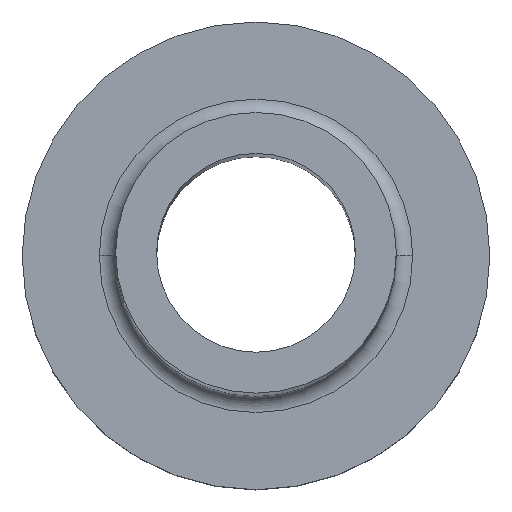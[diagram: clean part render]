
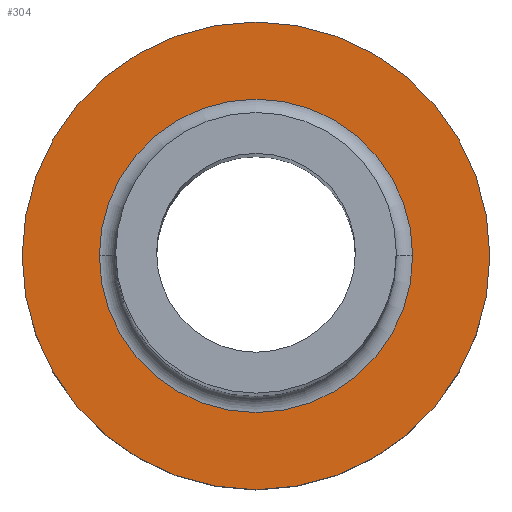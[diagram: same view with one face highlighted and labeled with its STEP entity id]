
A CAD part, top view. The second image highlights one B-rep face of the part: STEP entity #304.
In plain terms, the highlighted planar face has unit normal (0, 0, 1).
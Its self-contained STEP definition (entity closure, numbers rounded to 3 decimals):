
#9 = VERTEX_POINT ( 'NONE', #176 ) ;
#10 = CARTESIAN_POINT ( 'NONE',  ( 0., 0., 7. ) ) ;
#38 = CARTESIAN_POINT ( 'NONE',  ( 0., 0., 7. ) ) ;
#40 = VERTEX_POINT ( 'NONE', #320 ) ;
#41 = DIRECTION ( 'NONE',  ( 0., 0., 1. ) ) ;
#53 = CIRCLE ( 'NONE', #268, 10. ) ;
#67 = DIRECTION ( 'NONE',  ( 1., 0., 0. ) ) ;
#69 = CARTESIAN_POINT ( 'NONE',  ( -10., 0., 7. ) ) ;
#76 = AXIS2_PLACEMENT_3D ( 'NONE', #10, #128, #164 ) ;
#95 = CARTESIAN_POINT ( 'NONE',  ( 10., 0., 7. ) ) ;
#96 = CARTESIAN_POINT ( 'NONE',  ( 0., 0., 7. ) ) ;
#111 = EDGE_CURVE ( 'NONE', #9, #40, #218, .T. ) ;
#119 = DIRECTION ( 'NONE',  ( 0., 0., -1. ) ) ;
#128 = DIRECTION ( 'NONE',  ( 0., 0., -1. ) ) ;
#129 = ORIENTED_EDGE ( 'NONE', *, *, #111, .T. ) ;
#139 = EDGE_CURVE ( 'NONE', #344, #143, #53, .T. ) ;
#143 = VERTEX_POINT ( 'NONE', #95 ) ;
#158 = PLANE ( 'NONE',  #238 ) ;
#160 = DIRECTION ( 'NONE',  ( 0., 0., 1. ) ) ;
#161 = EDGE_LOOP ( 'NONE', ( #337, #179 ) ) ;
#164 = DIRECTION ( 'NONE',  ( 1., 0., 0. ) ) ;
#176 = CARTESIAN_POINT ( 'NONE',  ( -6.7, 0., 7. ) ) ;
#179 = ORIENTED_EDGE ( 'NONE', *, *, #330, .T. ) ;
#190 = FACE_BOUND ( 'NONE', #276, .T. ) ;
#210 = DIRECTION ( 'NONE',  ( 1., 0., 0. ) ) ;
#218 = CIRCLE ( 'NONE', #314, 6.7 ) ;
#225 = AXIS2_PLACEMENT_3D ( 'NONE', #243, #160, #67 ) ;
#238 = AXIS2_PLACEMENT_3D ( 'NONE', #38, #41, #247 ) ;
#241 = DIRECTION ( 'NONE',  ( 1., 0., 0. ) ) ;
#243 = CARTESIAN_POINT ( 'NONE',  ( 0., 0., 7. ) ) ;
#247 = DIRECTION ( 'NONE',  ( 1., 0., 0. ) ) ;
#268 = AXIS2_PLACEMENT_3D ( 'NONE', #96, #352, #210 ) ;
#276 = EDGE_LOOP ( 'NONE', ( #341, #129 ) ) ;
#296 = CARTESIAN_POINT ( 'NONE',  ( 0., 0., 7. ) ) ;
#304 = ADVANCED_FACE ( 'NONE', ( #190, #311 ), #158, .T. ) ;
#311 = FACE_OUTER_BOUND ( 'NONE', #161, .T. ) ;
#314 = AXIS2_PLACEMENT_3D ( 'NONE', #296, #119, #241 ) ;
#320 = CARTESIAN_POINT ( 'NONE',  ( 6.7, 0., 7. ) ) ;
#330 = EDGE_CURVE ( 'NONE', #143, #344, #354, .T. ) ;
#337 = ORIENTED_EDGE ( 'NONE', *, *, #139, .T. ) ;
#341 = ORIENTED_EDGE ( 'NONE', *, *, #374, .T. ) ;
#344 = VERTEX_POINT ( 'NONE', #69 ) ;
#352 = DIRECTION ( 'NONE',  ( 0., 0., 1. ) ) ;
#354 = CIRCLE ( 'NONE', #225, 10. ) ;
#371 = CIRCLE ( 'NONE', #76, 6.7 ) ;
#374 = EDGE_CURVE ( 'NONE', #40, #9, #371, .T. ) ;
